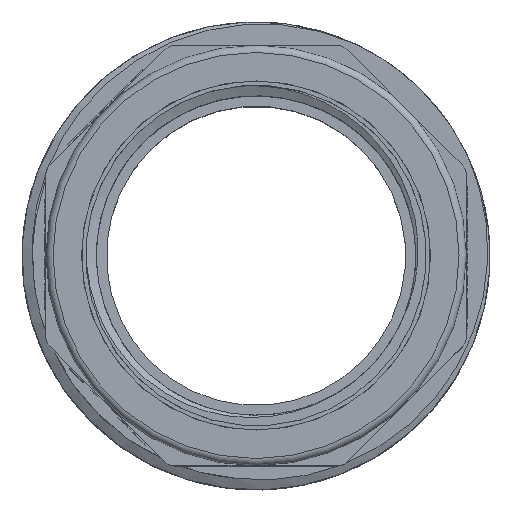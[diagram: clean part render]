
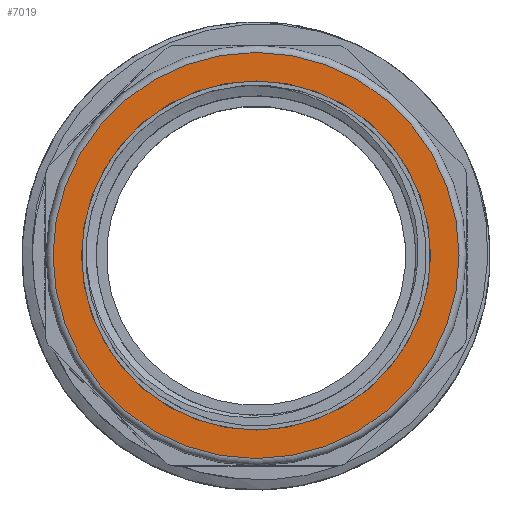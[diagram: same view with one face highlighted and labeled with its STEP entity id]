
A CAD part, top view. The second image highlights one B-rep face of the part: STEP entity #7019.
In plain terms, the highlighted planar face has unit normal (0, 0, 1).
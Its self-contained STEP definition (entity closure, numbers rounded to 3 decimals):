
#218=FACE_BOUND('',#1249,.T.);
#436=PLANE('',#7445);
#818=FACE_OUTER_BOUND('',#1248,.T.);
#1248=EDGE_LOOP('',(#6554));
#1249=EDGE_LOOP('',(#6555));
#1335=CIRCLE('',#7446,28.5);
#1336=CIRCLE('',#7447,24.5);
#3530=VERTEX_POINT('',#23458);
#3531=VERTEX_POINT('',#23460);
#4539=EDGE_CURVE('',#3530,#3530,#1335,.T.);
#4540=EDGE_CURVE('',#3531,#3531,#1336,.T.);
#6554=ORIENTED_EDGE('',*,*,#4539,.T.);
#6555=ORIENTED_EDGE('',*,*,#4540,.T.);
#7019=ADVANCED_FACE('',(#818,#218),#436,.T.);
#7445=AXIS2_PLACEMENT_3D('',#23457,#8910,#8911);
#7446=AXIS2_PLACEMENT_3D('',#23459,#8912,#8913);
#7447=AXIS2_PLACEMENT_3D('',#23461,#8914,#8915);
#8910=DIRECTION('center_axis',(0.,0.,1.));
#8911=DIRECTION('ref_axis',(1.,0.,0.));
#8912=DIRECTION('center_axis',(0.,0.,1.));
#8913=DIRECTION('ref_axis',(1.,0.,0.));
#8914=DIRECTION('center_axis',(0.,0.,-1.));
#8915=DIRECTION('ref_axis',(-1.,0.,0.));
#23457=CARTESIAN_POINT('Origin',(0.,0.,47.5));
#23458=CARTESIAN_POINT('',(-28.5,0.,47.5));
#23459=CARTESIAN_POINT('Origin',(0.,0.,47.5));
#23460=CARTESIAN_POINT('',(24.5,0.,47.5));
#23461=CARTESIAN_POINT('Origin',(0.,0.,47.5));
